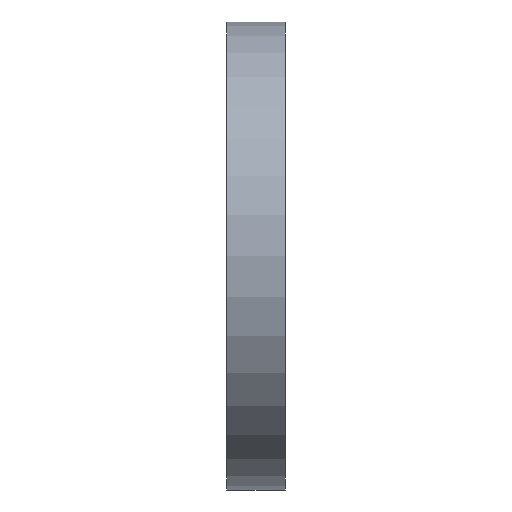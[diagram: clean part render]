
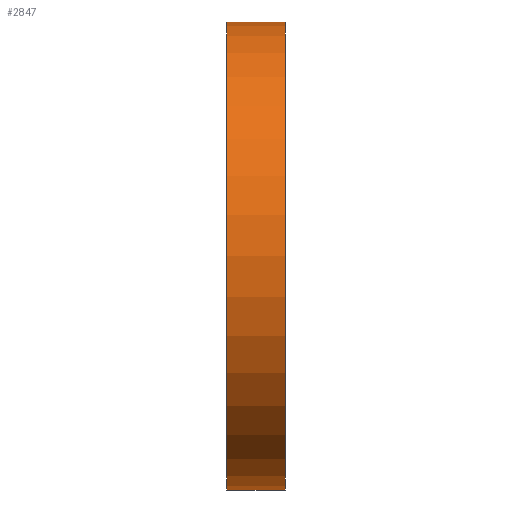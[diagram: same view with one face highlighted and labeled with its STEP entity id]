
A CAD part, front view. The second image highlights one B-rep face of the part: STEP entity #2847.
In plain terms, the highlighted cylindrical face has radius 40 mm (diameter 80 mm), a partial arc.
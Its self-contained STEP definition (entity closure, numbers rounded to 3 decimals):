
#163 = CYLINDRICAL_SURFACE ( 'NONE', #1677, 40. ) ;
#286 = VECTOR ( 'NONE', #3665, 1000. ) ;
#523 = VECTOR ( 'NONE', #8162, 1000. ) ;
#581 = AXIS2_PLACEMENT_3D ( 'NONE', #893, #3688, #2958 ) ;
#661 = VERTEX_POINT ( 'NONE', #6915 ) ;
#893 = CARTESIAN_POINT ( 'NONE',  ( 10., 0., 0. ) ) ;
#1441 = CARTESIAN_POINT ( 'NONE',  ( -10., 0., 0. ) ) ;
#1522 = DIRECTION ( 'NONE',  ( -1., 0., 0. ) ) ;
#1677 = AXIS2_PLACEMENT_3D ( 'NONE', #1441, #1522, #4205 ) ;
#1724 = VERTEX_POINT ( 'NONE', #1874 ) ;
#1874 = CARTESIAN_POINT ( 'NONE',  ( 10., 0., 40. ) ) ;
#2076 = LINE ( 'NONE', #8327, #286 ) ;
#2291 = AXIS2_PLACEMENT_3D ( 'NONE', #4541, #7240, #3186 ) ;
#2350 = EDGE_CURVE ( 'NONE', #661, #6365, #5478, .T. ) ;
#2574 = EDGE_LOOP ( 'NONE', ( #6501, #3955, #3974, #4501 ) ) ;
#2847 = ADVANCED_FACE ( 'NONE', ( #7281 ), #163, .T. ) ;
#2958 = DIRECTION ( 'NONE',  ( 0., 0., 1. ) ) ;
#3186 = DIRECTION ( 'NONE',  ( 0., 0., 1. ) ) ;
#3665 = DIRECTION ( 'NONE',  ( -1., 0., 0. ) ) ;
#3688 = DIRECTION ( 'NONE',  ( -1., 0., 0. ) ) ;
#3955 = ORIENTED_EDGE ( 'NONE', *, *, #5236, .T. ) ;
#3974 = ORIENTED_EDGE ( 'NONE', *, *, #7930, .T. ) ;
#4161 = CARTESIAN_POINT ( 'NONE',  ( -10., 0., 40. ) ) ;
#4205 = DIRECTION ( 'NONE',  ( 0., 0., 1. ) ) ;
#4335 = EDGE_CURVE ( 'NONE', #7462, #661, #2076, .T. ) ;
#4501 = ORIENTED_EDGE ( 'NONE', *, *, #2350, .F. ) ;
#4541 = CARTESIAN_POINT ( 'NONE',  ( 0., 0., 0. ) ) ;
#5236 = EDGE_CURVE ( 'NONE', #7462, #1724, #5922, .T. ) ;
#5417 = LINE ( 'NONE', #4161, #523 ) ;
#5478 = CIRCLE ( 'NONE', #2291, 40. ) ;
#5607 = CARTESIAN_POINT ( 'NONE',  ( 10., 0., -40. ) ) ;
#5922 = CIRCLE ( 'NONE', #581, 40. ) ;
#6365 = VERTEX_POINT ( 'NONE', #8485 ) ;
#6501 = ORIENTED_EDGE ( 'NONE', *, *, #4335, .F. ) ;
#6915 = CARTESIAN_POINT ( 'NONE',  ( 0., 0., -40. ) ) ;
#7240 = DIRECTION ( 'NONE',  ( -1., 0., 0. ) ) ;
#7281 = FACE_OUTER_BOUND ( 'NONE', #2574, .T. ) ;
#7462 = VERTEX_POINT ( 'NONE', #5607 ) ;
#7930 = EDGE_CURVE ( 'NONE', #1724, #6365, #5417, .T. ) ;
#8162 = DIRECTION ( 'NONE',  ( -1., 0., 0. ) ) ;
#8327 = CARTESIAN_POINT ( 'NONE',  ( -10., 0., -40. ) ) ;
#8485 = CARTESIAN_POINT ( 'NONE',  ( 0., 0., 40. ) ) ;
